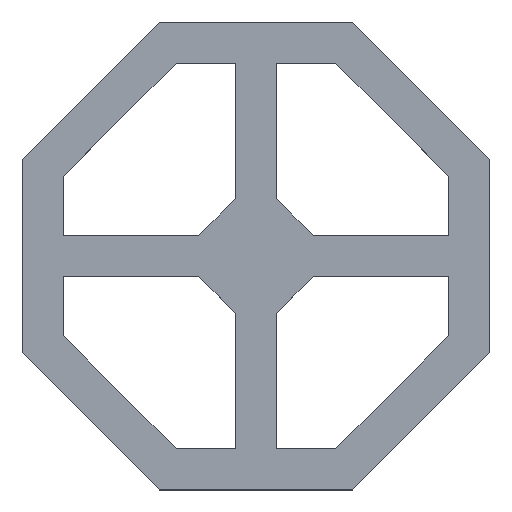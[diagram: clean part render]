
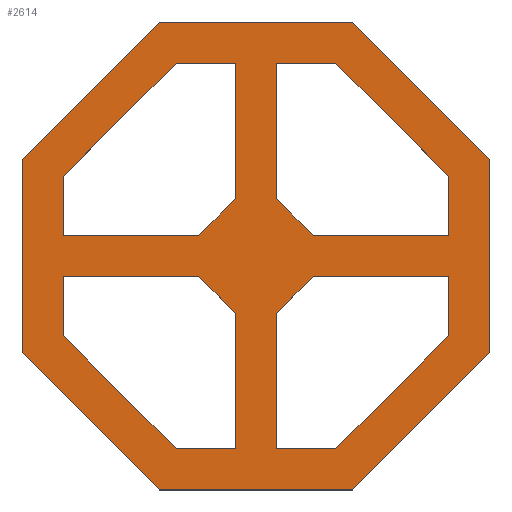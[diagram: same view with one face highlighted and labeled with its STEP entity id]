
A CAD part, top view. The second image highlights one B-rep face of the part: STEP entity #2614.
In plain terms, the highlighted planar face has unit normal (0, 0, 1).
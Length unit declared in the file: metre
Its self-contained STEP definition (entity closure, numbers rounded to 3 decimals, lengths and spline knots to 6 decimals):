
#122=LINE('',#3616,#433);
#125=LINE('',#3622,#436);
#128=LINE('',#3628,#439);
#131=LINE('',#3634,#442);
#136=LINE('',#3645,#447);
#139=LINE('',#3651,#450);
#142=LINE('',#3657,#453);
#145=LINE('',#3663,#456);
#148=LINE('',#3669,#459);
#151=LINE('',#3675,#462);
#154=LINE('',#3681,#465);
#157=LINE('',#3687,#468);
#158=LINE('',#3689,#469);
#161=LINE('',#3695,#472);
#162=LINE('',#3697,#473);
#165=LINE('',#3703,#476);
#166=LINE('',#3705,#477);
#169=LINE('',#3711,#480);
#170=LINE('',#3713,#481);
#172=LINE('',#3716,#483);
#173=LINE('',#3718,#484);
#174=LINE('',#3720,#485);
#175=LINE('',#3722,#486);
#176=LINE('',#3723,#487);
#177=LINE('',#3725,#488);
#178=LINE('',#3727,#489);
#179=LINE('',#3728,#490);
#180=LINE('',#3730,#491);
#181=LINE('',#3732,#492);
#182=LINE('',#3733,#493);
#183=LINE('',#3735,#494);
#184=LINE('',#3737,#495);
#433=VECTOR('',#2930,1.);
#436=VECTOR('',#2935,1.);
#439=VECTOR('',#2940,1.);
#442=VECTOR('',#2945,1.);
#447=VECTOR('',#2952,1.);
#450=VECTOR('',#2957,1.);
#453=VECTOR('',#2962,1.);
#456=VECTOR('',#2967,1.);
#459=VECTOR('',#2972,1.);
#462=VECTOR('',#2977,1.);
#465=VECTOR('',#2982,1.);
#468=VECTOR('',#2987,1.);
#469=VECTOR('',#2990,1.);
#472=VECTOR('',#2995,1.);
#473=VECTOR('',#2998,1.);
#476=VECTOR('',#3003,1.);
#477=VECTOR('',#3006,1.);
#480=VECTOR('',#3011,1.);
#481=VECTOR('',#3014,1.);
#483=VECTOR('',#3018,1.);
#484=VECTOR('',#3021,1.);
#485=VECTOR('',#3022,1.);
#486=VECTOR('',#3023,1.);
#487=VECTOR('',#3024,1.);
#488=VECTOR('',#3025,1.);
#489=VECTOR('',#3026,1.);
#490=VECTOR('',#3027,1.);
#491=VECTOR('',#3028,1.);
#492=VECTOR('',#3029,1.);
#493=VECTOR('',#3030,1.);
#494=VECTOR('',#3031,1.);
#495=VECTOR('',#3032,1.);
#847=ORIENTED_EDGE('',*,*,#1542,.F.);
#848=ORIENTED_EDGE('',*,*,#1593,.F.);
#849=ORIENTED_EDGE('',*,*,#1594,.T.);
#850=ORIENTED_EDGE('',*,*,#1595,.F.);
#851=ORIENTED_EDGE('',*,*,#1589,.F.);
#852=ORIENTED_EDGE('',*,*,#1590,.F.);
#853=ORIENTED_EDGE('',*,*,#1545,.F.);
#854=ORIENTED_EDGE('',*,*,#1596,.F.);
#855=ORIENTED_EDGE('',*,*,#1597,.T.);
#856=ORIENTED_EDGE('',*,*,#1598,.F.);
#857=ORIENTED_EDGE('',*,*,#1577,.F.);
#858=ORIENTED_EDGE('',*,*,#1578,.F.);
#859=ORIENTED_EDGE('',*,*,#1548,.F.);
#860=ORIENTED_EDGE('',*,*,#1599,.F.);
#861=ORIENTED_EDGE('',*,*,#1600,.T.);
#862=ORIENTED_EDGE('',*,*,#1601,.F.);
#863=ORIENTED_EDGE('',*,*,#1581,.F.);
#864=ORIENTED_EDGE('',*,*,#1582,.F.);
#865=ORIENTED_EDGE('',*,*,#1551,.F.);
#866=ORIENTED_EDGE('',*,*,#1602,.F.);
#867=ORIENTED_EDGE('',*,*,#1603,.T.);
#868=ORIENTED_EDGE('',*,*,#1604,.F.);
#869=ORIENTED_EDGE('',*,*,#1585,.F.);
#870=ORIENTED_EDGE('',*,*,#1586,.F.);
#871=ORIENTED_EDGE('',*,*,#1556,.T.);
#872=ORIENTED_EDGE('',*,*,#1559,.T.);
#873=ORIENTED_EDGE('',*,*,#1562,.T.);
#874=ORIENTED_EDGE('',*,*,#1565,.T.);
#875=ORIENTED_EDGE('',*,*,#1568,.T.);
#876=ORIENTED_EDGE('',*,*,#1571,.T.);
#877=ORIENTED_EDGE('',*,*,#1574,.T.);
#878=ORIENTED_EDGE('',*,*,#1592,.T.);
#1542=EDGE_CURVE('',#1928,#1929,#122,.T.);
#1545=EDGE_CURVE('',#1930,#1931,#125,.T.);
#1548=EDGE_CURVE('',#1932,#1933,#128,.T.);
#1551=EDGE_CURVE('',#1934,#1935,#131,.T.);
#1556=EDGE_CURVE('',#1936,#1939,#136,.T.);
#1559=EDGE_CURVE('',#1939,#1941,#139,.T.);
#1562=EDGE_CURVE('',#1941,#1943,#142,.T.);
#1565=EDGE_CURVE('',#1943,#1945,#145,.T.);
#1568=EDGE_CURVE('',#1945,#1947,#148,.T.);
#1571=EDGE_CURVE('',#1947,#1949,#151,.T.);
#1574=EDGE_CURVE('',#1949,#1951,#154,.T.);
#1577=EDGE_CURVE('',#1953,#1952,#157,.T.);
#1578=EDGE_CURVE('',#1931,#1953,#158,.T.);
#1581=EDGE_CURVE('',#1955,#1954,#161,.T.);
#1582=EDGE_CURVE('',#1933,#1955,#162,.T.);
#1585=EDGE_CURVE('',#1957,#1956,#165,.T.);
#1586=EDGE_CURVE('',#1935,#1957,#166,.T.);
#1589=EDGE_CURVE('',#1959,#1958,#169,.T.);
#1590=EDGE_CURVE('',#1929,#1959,#170,.T.);
#1592=EDGE_CURVE('',#1951,#1936,#172,.T.);
#1593=EDGE_CURVE('',#1960,#1928,#173,.T.);
#1594=EDGE_CURVE('',#1960,#1961,#174,.T.);
#1595=EDGE_CURVE('',#1958,#1961,#175,.T.);
#1596=EDGE_CURVE('',#1962,#1930,#176,.T.);
#1597=EDGE_CURVE('',#1962,#1963,#177,.T.);
#1598=EDGE_CURVE('',#1952,#1963,#178,.T.);
#1599=EDGE_CURVE('',#1964,#1932,#179,.T.);
#1600=EDGE_CURVE('',#1964,#1965,#180,.T.);
#1601=EDGE_CURVE('',#1954,#1965,#181,.T.);
#1602=EDGE_CURVE('',#1966,#1934,#182,.T.);
#1603=EDGE_CURVE('',#1966,#1967,#183,.T.);
#1604=EDGE_CURVE('',#1956,#1967,#184,.T.);
#1928=VERTEX_POINT('',#3615);
#1929=VERTEX_POINT('',#3617);
#1930=VERTEX_POINT('',#3621);
#1931=VERTEX_POINT('',#3623);
#1932=VERTEX_POINT('',#3627);
#1933=VERTEX_POINT('',#3629);
#1934=VERTEX_POINT('',#3633);
#1935=VERTEX_POINT('',#3635);
#1936=VERTEX_POINT('',#3639);
#1939=VERTEX_POINT('',#3644);
#1941=VERTEX_POINT('',#3650);
#1943=VERTEX_POINT('',#3656);
#1945=VERTEX_POINT('',#3662);
#1947=VERTEX_POINT('',#3668);
#1949=VERTEX_POINT('',#3674);
#1951=VERTEX_POINT('',#3680);
#1952=VERTEX_POINT('',#3684);
#1953=VERTEX_POINT('',#3686);
#1954=VERTEX_POINT('',#3692);
#1955=VERTEX_POINT('',#3694);
#1956=VERTEX_POINT('',#3700);
#1957=VERTEX_POINT('',#3702);
#1958=VERTEX_POINT('',#3708);
#1959=VERTEX_POINT('',#3710);
#1960=VERTEX_POINT('',#3719);
#1961=VERTEX_POINT('',#3721);
#1962=VERTEX_POINT('',#3724);
#1963=VERTEX_POINT('',#3726);
#1964=VERTEX_POINT('',#3729);
#1965=VERTEX_POINT('',#3731);
#1966=VERTEX_POINT('',#3734);
#1967=VERTEX_POINT('',#3736);
#2198=EDGE_LOOP('',(#847,#848,#849,#850,#851,#852));
#2199=EDGE_LOOP('',(#853,#854,#855,#856,#857,#858));
#2200=EDGE_LOOP('',(#859,#860,#861,#862,#863,#864));
#2201=EDGE_LOOP('',(#865,#866,#867,#868,#869,#870));
#2202=EDGE_LOOP('',(#871,#872,#873,#874,#875,#876,#877,#878));
#2359=FACE_BOUND('',#2198,.T.);
#2360=FACE_BOUND('',#2199,.T.);
#2361=FACE_BOUND('',#2200,.T.);
#2362=FACE_BOUND('',#2201,.T.);
#2363=FACE_BOUND('',#2202,.T.);
#2510=PLANE('',#2769);
#2614=ADVANCED_FACE('',(#2359,#2360,#2361,#2362,#2363),#2510,.T.);
#2769=AXIS2_PLACEMENT_3D('',#3717,#3019,#3020);
#2930=DIRECTION('',(1.,0.,0.));
#2935=DIRECTION('',(0.,-1.,0.));
#2940=DIRECTION('',(-1.,0.,0.));
#2945=DIRECTION('',(0.,1.,0.));
#2952=DIRECTION('',(0.707,-0.707,0.));
#2957=DIRECTION('',(1.,0.,0.));
#2962=DIRECTION('',(0.707,0.707,0.));
#2967=DIRECTION('',(0.,1.,0.));
#2972=DIRECTION('',(-0.707,0.707,0.));
#2977=DIRECTION('',(-1.,0.,0.));
#2982=DIRECTION('',(-0.707,-0.707,0.));
#2987=DIRECTION('',(1.,0.,0.));
#2990=DIRECTION('',(0.707,-0.707,0.));
#2995=DIRECTION('',(0.,-1.,0.));
#2998=DIRECTION('',(-0.707,-0.707,0.));
#3003=DIRECTION('',(-1.,0.,0.));
#3006=DIRECTION('',(-0.707,0.707,0.));
#3011=DIRECTION('',(0.,1.,0.));
#3014=DIRECTION('',(0.707,0.707,0.));
#3018=DIRECTION('',(0.,-1.,0.));
#3019=DIRECTION('',(0.,0.,1.));
#3020=DIRECTION('',(1.,0.,0.));
#3021=DIRECTION('',(0.,-1.,0.));
#3022=DIRECTION('',(0.707,0.707,0.));
#3023=DIRECTION('',(-1.,0.,0.));
#3024=DIRECTION('',(-1.,0.,0.));
#3025=DIRECTION('',(0.707,-0.707,0.));
#3026=DIRECTION('',(0.,1.,0.));
#3027=DIRECTION('',(0.,1.,0.));
#3028=DIRECTION('',(-0.707,-0.707,0.));
#3029=DIRECTION('',(1.,0.,0.));
#3030=DIRECTION('',(1.,0.,0.));
#3031=DIRECTION('',(-0.707,0.707,0.));
#3032=DIRECTION('',(0.,-1.,0.));
#3615=CARTESIAN_POINT('',(0.003721,-0.035,0.005));
#3616=CARTESIAN_POINT('',(0.,-0.035,0.005));
#3617=CARTESIAN_POINT('',(0.014497,-0.035,0.005));
#3621=CARTESIAN_POINT('',(-0.035,-0.003721,0.005));
#3622=CARTESIAN_POINT('',(-0.035,0.,0.005));
#3623=CARTESIAN_POINT('',(-0.035,-0.014497,0.005));
#3627=CARTESIAN_POINT('',(-0.003721,0.035,0.005));
#3628=CARTESIAN_POINT('',(0.,0.035,0.005));
#3629=CARTESIAN_POINT('',(-0.014497,0.035,0.005));
#3633=CARTESIAN_POINT('',(0.035,0.003721,0.005));
#3634=CARTESIAN_POINT('',(0.035,0.,0.005));
#3635=CARTESIAN_POINT('',(0.035,0.014497,0.005));
#3639=CARTESIAN_POINT('',(-0.0425,-0.017604,0.005));
#3644=CARTESIAN_POINT('',(-0.017604,-0.0425,0.005));
#3645=CARTESIAN_POINT('',(-0.030052,-0.030052,0.005));
#3650=CARTESIAN_POINT('',(0.017604,-0.0425,0.005));
#3651=CARTESIAN_POINT('',(0.,-0.0425,0.005));
#3656=CARTESIAN_POINT('',(0.0425,-0.017604,0.005));
#3657=CARTESIAN_POINT('',(0.030052,-0.030052,0.005));
#3662=CARTESIAN_POINT('',(0.0425,0.017604,0.005));
#3663=CARTESIAN_POINT('',(0.0425,0.,0.005));
#3668=CARTESIAN_POINT('',(0.017604,0.0425,0.005));
#3669=CARTESIAN_POINT('',(0.030052,0.030052,0.005));
#3674=CARTESIAN_POINT('',(-0.017604,0.0425,0.005));
#3675=CARTESIAN_POINT('',(0.,0.0425,0.005));
#3680=CARTESIAN_POINT('',(-0.0425,0.017604,0.005));
#3681=CARTESIAN_POINT('',(-0.030052,0.030052,0.005));
#3684=CARTESIAN_POINT('',(-0.003721,-0.035,0.005));
#3686=CARTESIAN_POINT('',(-0.014497,-0.035,0.005));
#3687=CARTESIAN_POINT('',(0.,-0.035,0.005));
#3689=CARTESIAN_POINT('',(-0.024749,-0.024749,0.005));
#3692=CARTESIAN_POINT('',(-0.035,0.003721,0.005));
#3694=CARTESIAN_POINT('',(-0.035,0.014497,0.005));
#3695=CARTESIAN_POINT('',(-0.035,0.,0.005));
#3697=CARTESIAN_POINT('',(-0.024749,0.024749,0.005));
#3700=CARTESIAN_POINT('',(0.003721,0.035,0.005));
#3702=CARTESIAN_POINT('',(0.014497,0.035,0.005));
#3703=CARTESIAN_POINT('',(0.,0.035,0.005));
#3705=CARTESIAN_POINT('',(0.024749,0.024749,0.005));
#3708=CARTESIAN_POINT('',(0.035,-0.003721,0.005));
#3710=CARTESIAN_POINT('',(0.035,-0.014497,0.005));
#3711=CARTESIAN_POINT('',(0.035,0.,0.005));
#3713=CARTESIAN_POINT('',(0.024749,-0.024749,0.005));
#3716=CARTESIAN_POINT('',(-0.0425,0.,0.005));
#3717=CARTESIAN_POINT('',(0.,0.,0.005));
#3718=CARTESIAN_POINT('',(0.003721,-0.022892,0.005));
#3719=CARTESIAN_POINT('',(0.003721,-0.010421,0.005));
#3720=CARTESIAN_POINT('',(0.007071,-0.007071,0.005));
#3721=CARTESIAN_POINT('',(0.010421,-0.003721,0.005));
#3722=CARTESIAN_POINT('',(0.022892,-0.003721,0.005));
#3723=CARTESIAN_POINT('',(-0.022892,-0.003721,0.005));
#3724=CARTESIAN_POINT('',(-0.010421,-0.003721,0.005));
#3725=CARTESIAN_POINT('',(-0.007071,-0.007071,0.005));
#3726=CARTESIAN_POINT('',(-0.003721,-0.010421,0.005));
#3727=CARTESIAN_POINT('',(-0.003721,-0.022892,0.005));
#3728=CARTESIAN_POINT('',(-0.003721,0.022892,0.005));
#3729=CARTESIAN_POINT('',(-0.003721,0.010421,0.005));
#3730=CARTESIAN_POINT('',(-0.007071,0.007071,0.005));
#3731=CARTESIAN_POINT('',(-0.010421,0.003721,0.005));
#3732=CARTESIAN_POINT('',(-0.022892,0.003721,0.005));
#3733=CARTESIAN_POINT('',(0.022892,0.003721,0.005));
#3734=CARTESIAN_POINT('',(0.010421,0.003721,0.005));
#3735=CARTESIAN_POINT('',(0.007071,0.007071,0.005));
#3736=CARTESIAN_POINT('',(0.003721,0.010421,0.005));
#3737=CARTESIAN_POINT('',(0.003721,0.022892,0.005));
